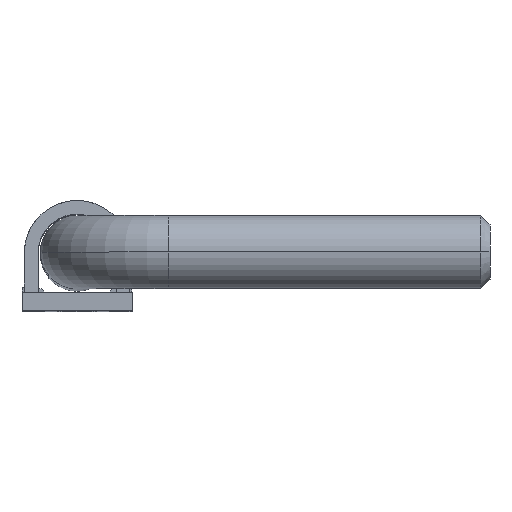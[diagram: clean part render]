
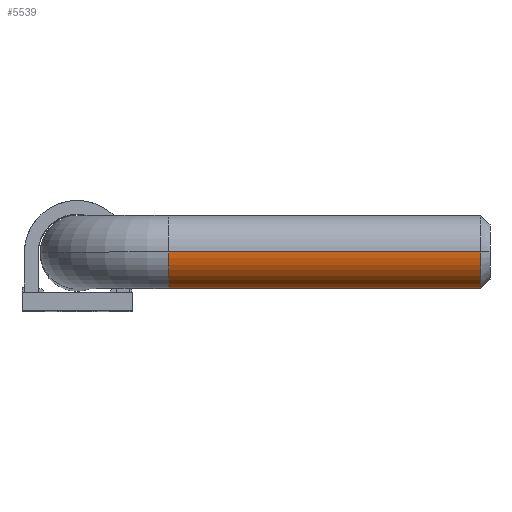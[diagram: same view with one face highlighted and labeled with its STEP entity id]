
A CAD part, top view. The second image highlights one B-rep face of the part: STEP entity #5539.
In plain terms, the highlighted cylindrical face has radius 8 mm (diameter 16 mm), a partial arc.
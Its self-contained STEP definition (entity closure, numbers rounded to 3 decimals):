
#33 = EDGE_CURVE ( 'NONE', #1328, #2398, #2564, .T. ) ;
#40 = DIRECTION ( 'NONE',  ( 1., 0., 0. ) ) ;
#285 = EDGE_CURVE ( 'NONE', #3820, #2398, #2603, .T. ) ;
#344 = DIRECTION ( 'NONE',  ( 0., 0., -1. ) ) ;
#407 = CARTESIAN_POINT ( 'NONE',  ( -20., 0., 165. ) ) ;
#734 = EDGE_LOOP ( 'NONE', ( #1440, #1656, #2381, #3743 ) ) ;
#748 = DIRECTION ( 'NONE',  ( 1., 0., 0. ) ) ;
#799 = CARTESIAN_POINT ( 'NONE',  ( -88., 0., 157. ) ) ;
#974 = DIRECTION ( 'NONE',  ( 1., 0., 0. ) ) ;
#1328 = VERTEX_POINT ( 'NONE', #3022 ) ;
#1440 = ORIENTED_EDGE ( 'NONE', *, *, #5897, .T. ) ;
#1656 = ORIENTED_EDGE ( 'NONE', *, *, #33, .T. ) ;
#1687 = CYLINDRICAL_SURFACE ( 'NONE', #2891, 8. ) ;
#1965 = DIRECTION ( 'NONE',  ( 1., 0., 0. ) ) ;
#1998 = LINE ( 'NONE', #3914, #4229 ) ;
#2140 = CARTESIAN_POINT ( 'NONE',  ( -20., 0., 157. ) ) ;
#2351 = CARTESIAN_POINT ( 'NONE',  ( -20., 0., 173. ) ) ;
#2381 = ORIENTED_EDGE ( 'NONE', *, *, #285, .F. ) ;
#2398 = VERTEX_POINT ( 'NONE', #2351 ) ;
#2564 = LINE ( 'NONE', #4615, #5860 ) ;
#2603 = CIRCLE ( 'NONE', #5606, 8. ) ;
#2812 = CARTESIAN_POINT ( 'NONE',  ( -88., 0., 165. ) ) ;
#2891 = AXIS2_PLACEMENT_3D ( 'NONE', #5448, #748, #344 ) ;
#3022 = CARTESIAN_POINT ( 'NONE',  ( -88., 0., 173. ) ) ;
#3590 = AXIS2_PLACEMENT_3D ( 'NONE', #2812, #40, #5903 ) ;
#3639 = FACE_OUTER_BOUND ( 'NONE', #734, .T. ) ;
#3743 = ORIENTED_EDGE ( 'NONE', *, *, #4049, .F. ) ;
#3820 = VERTEX_POINT ( 'NONE', #2140 ) ;
#3914 = CARTESIAN_POINT ( 'NONE',  ( -90., 0., 157. ) ) ;
#4049 = EDGE_CURVE ( 'NONE', #6072, #3820, #1998, .T. ) ;
#4229 = VECTOR ( 'NONE', #1965, 1000. ) ;
#4615 = CARTESIAN_POINT ( 'NONE',  ( -90., 0., 173. ) ) ;
#4685 = DIRECTION ( 'NONE',  ( 1., 0., 0. ) ) ;
#5448 = CARTESIAN_POINT ( 'NONE',  ( -90., 0., 165. ) ) ;
#5539 = ADVANCED_FACE ( 'NONE', ( #3639 ), #1687, .T. ) ;
#5606 = AXIS2_PLACEMENT_3D ( 'NONE', #407, #974, #6514 ) ;
#5860 = VECTOR ( 'NONE', #4685, 1000. ) ;
#5897 = EDGE_CURVE ( 'NONE', #6072, #1328, #6279, .T. ) ;
#5903 = DIRECTION ( 'NONE',  ( 0., 0., 1. ) ) ;
#6072 = VERTEX_POINT ( 'NONE', #799 ) ;
#6279 = CIRCLE ( 'NONE', #3590, 8. ) ;
#6514 = DIRECTION ( 'NONE',  ( 0., 0., -1. ) ) ;
